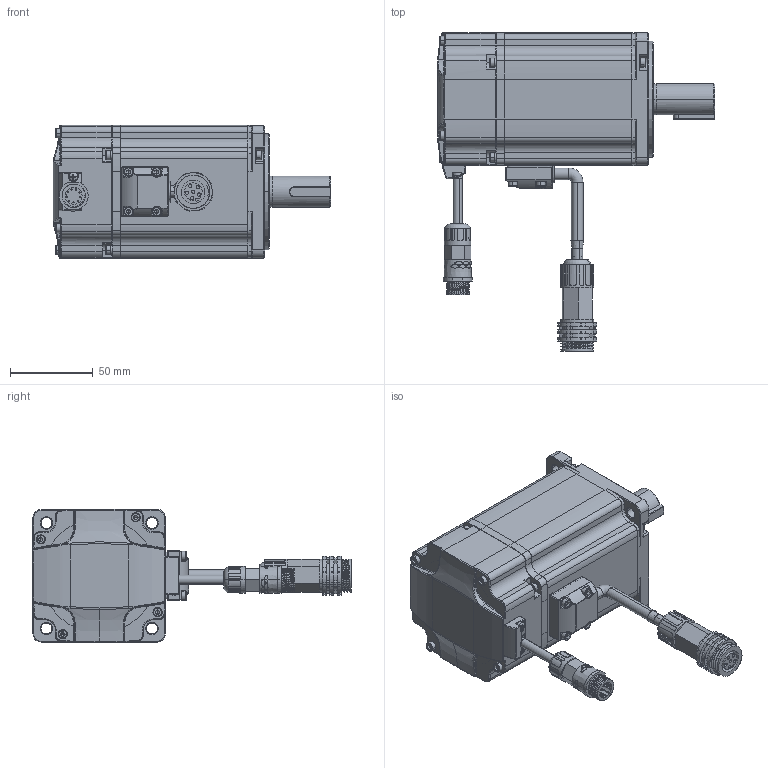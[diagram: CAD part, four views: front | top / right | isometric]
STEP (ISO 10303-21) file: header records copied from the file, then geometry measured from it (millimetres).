
FILE_DESCRIPTION (( 'STEP AP203' ), '1' );
FILE_NAME ('MXL-08A0830FA222.STEP', '2022-08-03T05:04:15', ( '' ), ( '' ), 'SwSTEP 2.0', 'SolidWorks 2018', '' );
FILE_SCHEMA (( 'CONFIG_CONTROL_DESIGN' ));
Products named in the file (1): MXL-08A0830FA222
Bounding box: 167.5 x 191.99 x 80.3 mm (x, y, z)
Volume: 339548.3 mm3; surface area: 164494.4 mm2
Topology: 67 solids, 67 shells, 2818 faces, 6788 edges, 4151 vertices
Faces by surface type: plane 1037, cylinder 894, cone 284, torus 279, bspline 247, sphere 77
Entity records: 106311 total; most frequent: CARTESIAN_POINT 41419, DIRECTION 13810, ORIENTED_EDGE 13430, EDGE_CURVE 6715, AXIS2_PLACEMENT_3D 5440, VERTEX_POINT 4149, EDGE_LOOP 3070, VECTOR 2930
